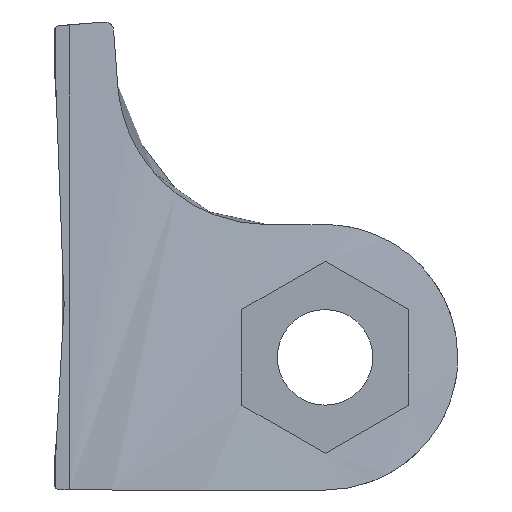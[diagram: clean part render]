
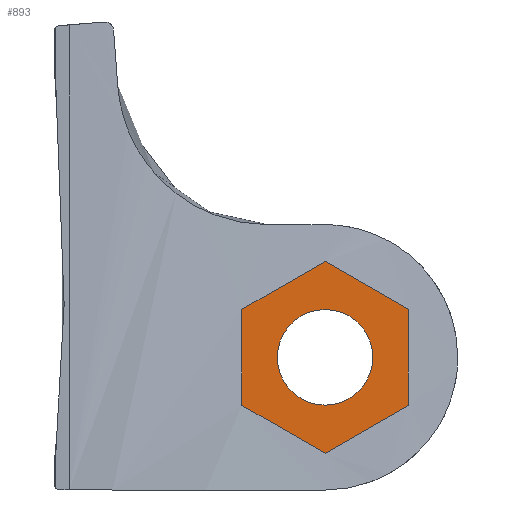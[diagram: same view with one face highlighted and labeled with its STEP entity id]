
A CAD part, left-side view. The second image highlights one B-rep face of the part: STEP entity #893.
In plain terms, the highlighted planar face has unit normal (-1, 0, 0).
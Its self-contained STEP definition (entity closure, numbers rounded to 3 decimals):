
#17=FACE_BOUND('',#268,.T.);
#36=PLANE('',#962);
#58=CIRCLE('',#953,2.7);
#82=LINE('',#1983,#133);
#85=LINE('',#1988,#136);
#87=LINE('',#1992,#138);
#102=LINE('',#2203,#153);
#103=LINE('',#2205,#154);
#104=LINE('',#2206,#155);
#133=VECTOR('',#1026,10.);
#136=VECTOR('',#1031,10.);
#138=VECTOR('',#1035,10.);
#153=VECTOR('',#1100,10.);
#154=VECTOR('',#1101,10.);
#155=VECTOR('',#1102,10.);
#217=FACE_OUTER_BOUND('',#267,.T.);
#267=EDGE_LOOP('',(#785,#786,#787,#788,#789,#790));
#268=EDGE_LOOP('',(#791));
#426=VERTEX_POINT('',#1980);
#427=VERTEX_POINT('',#1982);
#428=VERTEX_POINT('',#1986);
#429=VERTEX_POINT('',#1990);
#439=VERTEX_POINT('',#2187);
#442=VERTEX_POINT('',#2202);
#443=VERTEX_POINT('',#2204);
#528=EDGE_CURVE('',#426,#427,#82,.T.);
#531=EDGE_CURVE('',#428,#426,#85,.T.);
#533=EDGE_CURVE('',#429,#428,#87,.T.);
#560=EDGE_CURVE('',#439,#439,#58,.T.);
#567=EDGE_CURVE('',#442,#429,#102,.T.);
#568=EDGE_CURVE('',#443,#442,#103,.T.);
#569=EDGE_CURVE('',#427,#443,#104,.T.);
#785=ORIENTED_EDGE('',*,*,#533,.F.);
#786=ORIENTED_EDGE('',*,*,#567,.F.);
#787=ORIENTED_EDGE('',*,*,#568,.F.);
#788=ORIENTED_EDGE('',*,*,#569,.F.);
#789=ORIENTED_EDGE('',*,*,#528,.F.);
#790=ORIENTED_EDGE('',*,*,#531,.F.);
#791=ORIENTED_EDGE('',*,*,#560,.F.);
#893=ADVANCED_FACE('',(#217,#17),#36,.F.);
#953=AXIS2_PLACEMENT_3D('',#2189,#1079,#1080);
#962=AXIS2_PLACEMENT_3D('',#2201,#1098,#1099);
#1026=DIRECTION('',(0.,0.,1.));
#1031=DIRECTION('',(0.,0.866,0.5));
#1035=DIRECTION('',(0.,0.866,-0.5));
#1079=DIRECTION('center_axis',(-1.,0.,0.));
#1080=DIRECTION('ref_axis',(0.,1.,0.));
#1098=DIRECTION('center_axis',(1.,0.,0.));
#1099=DIRECTION('ref_axis',(0.,0.,-1.));
#1100=DIRECTION('',(0.,0.,-1.));
#1101=DIRECTION('',(0.,-0.866,-0.5));
#1102=DIRECTION('',(0.,-0.866,0.5));
#1980=CARTESIAN_POINT('',(-6.,-7.3,-2.714));
#1982=CARTESIAN_POINT('',(-6.,-7.3,2.714));
#1983=CARTESIAN_POINT('',(-6.,-7.3,2.714));
#1986=CARTESIAN_POINT('',(-6.,-12.,-5.427));
#1988=CARTESIAN_POINT('',(-6.,-7.3,-2.714));
#1990=CARTESIAN_POINT('',(-6.,-16.7,-2.714));
#1992=CARTESIAN_POINT('',(-6.,-12.,-5.427));
#2187=CARTESIAN_POINT('',(-6.,-14.7,0.));
#2189=CARTESIAN_POINT('Origin',(-6.,-12.,0.));
#2201=CARTESIAN_POINT('Origin',(-6.,-12.,0.));
#2202=CARTESIAN_POINT('',(-6.,-16.7,2.714));
#2203=CARTESIAN_POINT('',(-6.,-16.7,-2.714));
#2204=CARTESIAN_POINT('',(-6.,-12.,5.427));
#2205=CARTESIAN_POINT('',(-6.,-16.7,2.714));
#2206=CARTESIAN_POINT('',(-6.,-12.,5.427));
